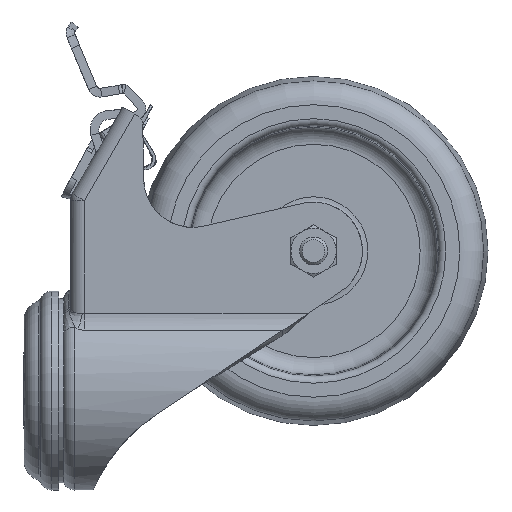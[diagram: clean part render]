
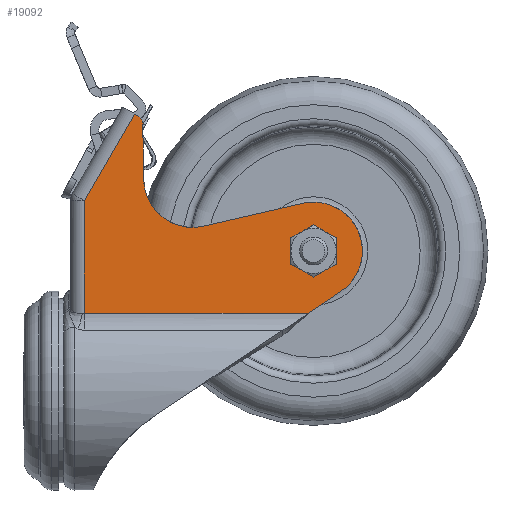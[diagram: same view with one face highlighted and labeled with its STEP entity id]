
A CAD part, left-side view. The second image highlights one B-rep face of the part: STEP entity #19092.
In plain terms, the highlighted planar face has unit normal (-1, 0, 0).
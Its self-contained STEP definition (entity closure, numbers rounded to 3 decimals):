
#397=B_SPLINE_CURVE_WITH_KNOTS('',3,(#34049,#34050,#34051,#34052,#34053,
#34054,#34055),.UNSPECIFIED.,.F.,.F.,(4,1,1,1,4),(0.,0.001,
0.002,0.002,0.003),
 .UNSPECIFIED.);
#398=B_SPLINE_CURVE_WITH_KNOTS('',3,(#34065,#34066,#34067,#34068,#34069,
#34070,#34071,#34072,#34073,#34074,#34075,#34076,#34077,#34078,#34079,#34080,
#34081,#34082),.UNSPECIFIED.,.F.,.F.,(4,1,1,1,1,1,1,1,1,1,1,1,1,1,1,4),
(0.,0.003,0.005,0.008,
0.01,0.013,0.015,0.018,
0.021,0.023,0.026,0.028,
0.031,0.034,0.036,0.039),
 .UNSPECIFIED.);
#399=B_SPLINE_CURVE_WITH_KNOTS('',3,(#34086,#34087,#34088,#34089,#34090,
#34091,#34092,#34093,#34094,#34095,#34096,#34097,#34098),.UNSPECIFIED.,
 .F.,.F.,(4,1,1,1,1,1,1,1,1,1,4),(0.,0.002,
0.005,0.007,0.01,0.012,
0.015,0.017,0.02,0.022,
0.025),.UNSPECIFIED.);
#1298=LINE('',#30592,#2449);
#1407=LINE('',#33564,#2558);
#1451=LINE('',#34059,#2602);
#1452=LINE('',#34061,#2603);
#1453=LINE('',#34063,#2604);
#1454=LINE('',#34084,#2605);
#1455=LINE('',#34099,#2606);
#2449=VECTOR('',#22931,0.1);
#2558=VECTOR('',#23406,2.866);
#2602=VECTOR('',#23558,3.226);
#2603=VECTOR('',#23559,6.414);
#2604=VECTOR('',#23560,1.115);
#2605=VECTOR('',#23561,2.913);
#2606=VECTOR('',#23562,1.572);
#3913=FACE_BOUND('',#5406,.T.);
#4328=FACE_OUTER_BOUND('',#5405,.T.);
#5405=EDGE_LOOP('',(#13782,#13783,#13784,#13785,#13786,#13787,#13788,#13789,
#13790,#13791));
#5406=EDGE_LOOP('',(#13792,#13793,#13794,#13795,#13796,#13797));
#6503=CIRCLE('',#20502,0.65);
#6504=CIRCLE('',#20503,0.65);
#6505=CIRCLE('',#20504,0.65);
#6506=CIRCLE('',#20505,0.65);
#6507=CIRCLE('',#20506,0.65);
#6508=CIRCLE('',#20507,0.65);
#7541=VERTEX_POINT('',#30589);
#7542=VERTEX_POINT('',#30591);
#7718=VERTEX_POINT('',#33563);
#7772=VERTEX_POINT('',#34048);
#7773=VERTEX_POINT('',#34058);
#7774=VERTEX_POINT('',#34060);
#7775=VERTEX_POINT('',#34062);
#7776=VERTEX_POINT('',#34064);
#7777=VERTEX_POINT('',#34083);
#7778=VERTEX_POINT('',#34085);
#7779=VERTEX_POINT('',#34100);
#7780=VERTEX_POINT('',#34101);
#7781=VERTEX_POINT('',#34103);
#7782=VERTEX_POINT('',#34105);
#7783=VERTEX_POINT('',#34107);
#7784=VERTEX_POINT('',#34109);
#9609=EDGE_CURVE('',#7542,#7541,#1298,.T.);
#9907=EDGE_CURVE('',#7541,#7718,#1407,.T.);
#9997=EDGE_CURVE('',#7772,#7542,#397,.T.);
#9999=EDGE_CURVE('',#7773,#7718,#1451,.T.);
#10000=EDGE_CURVE('',#7773,#7774,#1452,.T.);
#10001=EDGE_CURVE('',#7774,#7775,#1453,.T.);
#10002=EDGE_CURVE('',#7775,#7776,#398,.T.);
#10003=EDGE_CURVE('',#7776,#7777,#1454,.T.);
#10004=EDGE_CURVE('',#7777,#7778,#399,.T.);
#10005=EDGE_CURVE('',#7778,#7772,#1455,.T.);
#10006=EDGE_CURVE('',#7779,#7780,#6503,.T.);
#10007=EDGE_CURVE('',#7780,#7781,#6504,.T.);
#10008=EDGE_CURVE('',#7781,#7782,#6505,.T.);
#10009=EDGE_CURVE('',#7782,#7783,#6506,.T.);
#10010=EDGE_CURVE('',#7783,#7784,#6507,.T.);
#10011=EDGE_CURVE('',#7784,#7779,#6508,.T.);
#13782=ORIENTED_EDGE('',*,*,#9999,.F.);
#13783=ORIENTED_EDGE('',*,*,#10000,.T.);
#13784=ORIENTED_EDGE('',*,*,#10001,.T.);
#13785=ORIENTED_EDGE('',*,*,#10002,.T.);
#13786=ORIENTED_EDGE('',*,*,#10003,.T.);
#13787=ORIENTED_EDGE('',*,*,#10004,.T.);
#13788=ORIENTED_EDGE('',*,*,#10005,.T.);
#13789=ORIENTED_EDGE('',*,*,#9997,.T.);
#13790=ORIENTED_EDGE('',*,*,#9609,.T.);
#13791=ORIENTED_EDGE('',*,*,#9907,.T.);
#13792=ORIENTED_EDGE('',*,*,#10006,.T.);
#13793=ORIENTED_EDGE('',*,*,#10007,.T.);
#13794=ORIENTED_EDGE('',*,*,#10008,.T.);
#13795=ORIENTED_EDGE('',*,*,#10009,.T.);
#13796=ORIENTED_EDGE('',*,*,#10010,.T.);
#13797=ORIENTED_EDGE('',*,*,#10011,.T.);
#17470=PLANE('',#20501);
#19092=ADVANCED_FACE('',(#4328,#3913),#17470,.T.);
#20501=AXIS2_PLACEMENT_3D('',#34057,#23556,#23557);
#20502=AXIS2_PLACEMENT_3D('',#34102,#23563,#23564);
#20503=AXIS2_PLACEMENT_3D('',#34104,#23565,#23566);
#20504=AXIS2_PLACEMENT_3D('',#34106,#23567,#23568);
#20505=AXIS2_PLACEMENT_3D('',#34108,#23569,#23570);
#20506=AXIS2_PLACEMENT_3D('',#34110,#23571,#23572);
#20507=AXIS2_PLACEMENT_3D('',#34111,#23573,#23574);
#22931=DIRECTION('',(0.,0.866,0.5));
#23406=DIRECTION('',(0.,0.5,-0.866));
#23556=DIRECTION('center_axis',(-1.,0.,0.));
#23557=DIRECTION('ref_axis',(0.,0.,1.));
#23558=DIRECTION('',(0.,0.,1.));
#23559=DIRECTION('',(0.,-1.,0.));
#23560=DIRECTION('',(0.,-0.832,0.555));
#23561=DIRECTION('',(0.,0.974,-0.225));
#23562=DIRECTION('',(0.,0.017,1.));
#23563=DIRECTION('center_axis',(1.,0.,0.));
#23564=DIRECTION('ref_axis',(0.,0.,1.));
#23565=DIRECTION('center_axis',(1.,0.,0.));
#23566=DIRECTION('ref_axis',(0.,0.,1.));
#23567=DIRECTION('center_axis',(1.,0.,0.));
#23568=DIRECTION('ref_axis',(0.,0.,1.));
#23569=DIRECTION('center_axis',(1.,0.,0.));
#23570=DIRECTION('ref_axis',(0.,0.,1.));
#23571=DIRECTION('center_axis',(1.,0.,0.));
#23572=DIRECTION('ref_axis',(0.,0.,1.));
#23573=DIRECTION('center_axis',(1.,0.,0.));
#23574=DIRECTION('ref_axis',(0.,0.,1.));
#30589=CARTESIAN_POINT('',(-2.1,-3.168,7.925));
#30591=CARTESIAN_POINT('',(-2.1,-3.255,7.875));
#30592=CARTESIAN_POINT('',(-2.1,-3.255,7.875));
#33563=CARTESIAN_POINT('',(-2.1,-1.735,5.442));
#33564=CARTESIAN_POINT('',(-2.1,-3.168,7.925));
#34048=CARTESIAN_POINT('',(-2.1,-3.405,7.62));
#34049=CARTESIAN_POINT('Ctrl Pts',(-2.1,-3.405,7.62));
#34050=CARTESIAN_POINT('Ctrl Pts',(-2.1,-3.404,7.646));
#34051=CARTESIAN_POINT('Ctrl Pts',(-2.1,-3.397,7.697));
#34052=CARTESIAN_POINT('Ctrl Pts',(-2.1,-3.366,7.769));
#34053=CARTESIAN_POINT('Ctrl Pts',(-2.1,-3.318,7.83));
#34054=CARTESIAN_POINT('Ctrl Pts',(-2.1,-3.277,7.862));
#34055=CARTESIAN_POINT('Ctrl Pts',(-2.1,-3.255,7.875));
#34057=CARTESIAN_POINT('Origin',(-2.1,-1.335,8.4));
#34058=CARTESIAN_POINT('',(-2.1,-1.735,2.216));
#34059=CARTESIAN_POINT('',(-2.1,-1.735,2.216));
#34060=CARTESIAN_POINT('',(-2.1,-8.149,2.216));
#34061=CARTESIAN_POINT('',(-2.1,-1.735,2.216));
#34062=CARTESIAN_POINT('',(-2.1,-9.077,2.835));
#34063=CARTESIAN_POINT('',(-2.1,-8.149,2.216));
#34064=CARTESIAN_POINT('',(-2.1,-7.985,5.364));
#34065=CARTESIAN_POINT('Ctrl Pts',(-2.1,-9.077,2.835));
#34066=CARTESIAN_POINT('Ctrl Pts',(-2.1,-9.149,2.883));
#34067=CARTESIAN_POINT('Ctrl Pts',(-2.1,-9.284,2.993));
#34068=CARTESIAN_POINT('Ctrl Pts',(-2.1,-9.453,3.191));
#34069=CARTESIAN_POINT('Ctrl Pts',(-2.1,-9.582,3.418));
#34070=CARTESIAN_POINT('Ctrl Pts',(-2.1,-9.667,3.664));
#34071=CARTESIAN_POINT('Ctrl Pts',(-2.1,-9.706,3.922));
#34072=CARTESIAN_POINT('Ctrl Pts',(-2.1,-9.696,4.182));
#34073=CARTESIAN_POINT('Ctrl Pts',(-2.1,-9.639,4.436));
#34074=CARTESIAN_POINT('Ctrl Pts',(-2.1,-9.535,4.675));
#34075=CARTESIAN_POINT('Ctrl Pts',(-2.1,-9.39,4.892));
#34076=CARTESIAN_POINT('Ctrl Pts',(-2.1,-9.207,5.077));
#34077=CARTESIAN_POINT('Ctrl Pts',(-2.1,-8.993,5.226));
#34078=CARTESIAN_POINT('Ctrl Pts',(-2.1,-8.755,5.332));
#34079=CARTESIAN_POINT('Ctrl Pts',(-2.1,-8.502,5.394));
#34080=CARTESIAN_POINT('Ctrl Pts',(-2.1,-8.242,5.407));
#34081=CARTESIAN_POINT('Ctrl Pts',(-2.1,-8.069,5.384));
#34082=CARTESIAN_POINT('Ctrl Pts',(-2.1,-7.985,5.364));
#34083=CARTESIAN_POINT('',(-2.1,-5.147,4.709));
#34084=CARTESIAN_POINT('',(-2.1,-7.985,5.364));
#34085=CARTESIAN_POINT('',(-2.1,-3.432,6.049));
#34086=CARTESIAN_POINT('Ctrl Pts',(-2.1,-5.147,4.709));
#34087=CARTESIAN_POINT('Ctrl Pts',(-2.1,-5.066,4.69));
#34088=CARTESIAN_POINT('Ctrl Pts',(-2.1,-4.901,4.667));
#34089=CARTESIAN_POINT('Ctrl Pts',(-2.1,-4.651,4.677));
#34090=CARTESIAN_POINT('Ctrl Pts',(-2.1,-4.406,4.731));
#34091=CARTESIAN_POINT('Ctrl Pts',(-2.1,-4.176,4.828));
#34092=CARTESIAN_POINT('Ctrl Pts',(-2.1,-3.965,4.964));
#34093=CARTESIAN_POINT('Ctrl Pts',(-2.1,-3.783,5.135));
#34094=CARTESIAN_POINT('Ctrl Pts',(-2.1,-3.633,5.336));
#34095=CARTESIAN_POINT('Ctrl Pts',(-2.1,-3.522,5.559));
#34096=CARTESIAN_POINT('Ctrl Pts',(-2.1,-3.451,5.8));
#34097=CARTESIAN_POINT('Ctrl Pts',(-2.1,-3.434,5.965));
#34098=CARTESIAN_POINT('Ctrl Pts',(-2.1,-3.432,6.049));
#34099=CARTESIAN_POINT('',(-2.1,-3.432,6.049));
#34100=CARTESIAN_POINT('',(-2.1,-8.625,4.563));
#34101=CARTESIAN_POINT('',(-2.1,-8.95,4.));
#34102=CARTESIAN_POINT('Origin',(-2.1,-8.3,4.));
#34103=CARTESIAN_POINT('',(-2.1,-8.625,3.437));
#34104=CARTESIAN_POINT('Origin',(-2.1,-8.3,4.));
#34105=CARTESIAN_POINT('',(-2.1,-7.975,3.437));
#34106=CARTESIAN_POINT('Origin',(-2.1,-8.3,4.));
#34107=CARTESIAN_POINT('',(-2.1,-7.65,4.));
#34108=CARTESIAN_POINT('Origin',(-2.1,-8.3,4.));
#34109=CARTESIAN_POINT('',(-2.1,-7.975,4.563));
#34110=CARTESIAN_POINT('Origin',(-2.1,-8.3,4.));
#34111=CARTESIAN_POINT('Origin',(-2.1,-8.3,4.));
